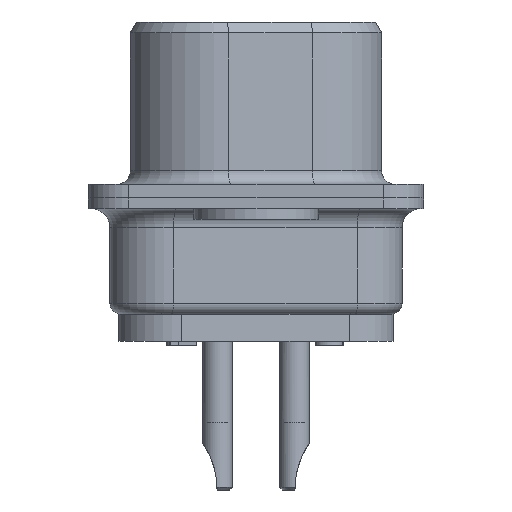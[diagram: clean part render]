
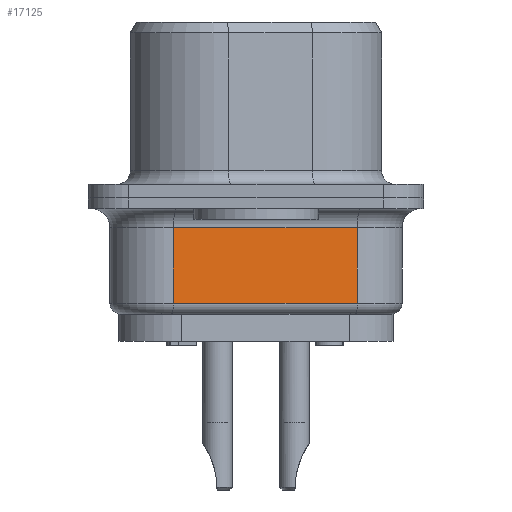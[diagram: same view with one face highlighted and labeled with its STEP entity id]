
A CAD part, left-side view. The second image highlights one B-rep face of the part: STEP entity #17125.
In plain terms, the highlighted planar face has unit normal (-0.985, -0.174, 0).
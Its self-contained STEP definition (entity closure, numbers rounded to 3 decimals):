
#1112=LINE('',#29585,#2561);
#1113=LINE('',#29588,#2562);
#1114=LINE('',#29590,#2563);
#1115=LINE('',#29592,#2564);
#2561=VECTOR('',#22215,1000.);
#2562=VECTOR('',#22216,1000.);
#2563=VECTOR('',#22217,1000.);
#2564=VECTOR('',#22218,1000.);
#5880=ORIENTED_EDGE('',*,*,#9889,.F.);
#5881=ORIENTED_EDGE('',*,*,#9890,.F.);
#5882=ORIENTED_EDGE('',*,*,#9891,.F.);
#5883=ORIENTED_EDGE('',*,*,#9892,.T.);
#9889=EDGE_CURVE('',#12059,#12060,#1112,.T.);
#9890=EDGE_CURVE('',#12061,#12059,#1113,.T.);
#9891=EDGE_CURVE('',#12062,#12061,#1114,.T.);
#9892=EDGE_CURVE('',#12062,#12060,#1115,.T.);
#12059=VERTEX_POINT('',#29586);
#12060=VERTEX_POINT('',#29587);
#12061=VERTEX_POINT('',#29589);
#12062=VERTEX_POINT('',#29591);
#13774=EDGE_LOOP('',(#5880,#5881,#5882,#5883));
#15222=FACE_BOUND('',#13774,.T.);
#16322=PLANE('',#19573);
#17125=ADVANCED_FACE('',(#15222),#16322,.T.);
#19573=AXIS2_PLACEMENT_3D('',#29584,#22213,#22214);
#22213=DIRECTION('',(-0.985,-0.174,0.));
#22214=DIRECTION('',(0.,0.,1.));
#22215=DIRECTION('',(-0.174,0.985,0.));
#22216=DIRECTION('',(0.,0.,-1.));
#22217=DIRECTION('',(0.174,-0.985,0.));
#22218=DIRECTION('',(0.,0.,-1.));
#29584=CARTESIAN_POINT('',(-28.82,3.053,0.));
#29585=CARTESIAN_POINT('',(-28.371,0.51,-3.9));
#29586=CARTESIAN_POINT('',(-27.621,-3.747,-3.9));
#29587=CARTESIAN_POINT('',(-28.82,3.053,-3.9));
#29588=CARTESIAN_POINT('',(-27.621,-3.747,0.));
#29589=CARTESIAN_POINT('',(-27.621,-3.747,-1.1));
#29590=CARTESIAN_POINT('',(-27.855,-2.416,-1.1));
#29591=CARTESIAN_POINT('',(-28.82,3.053,-1.1));
#29592=CARTESIAN_POINT('',(-28.82,3.053,0.));
